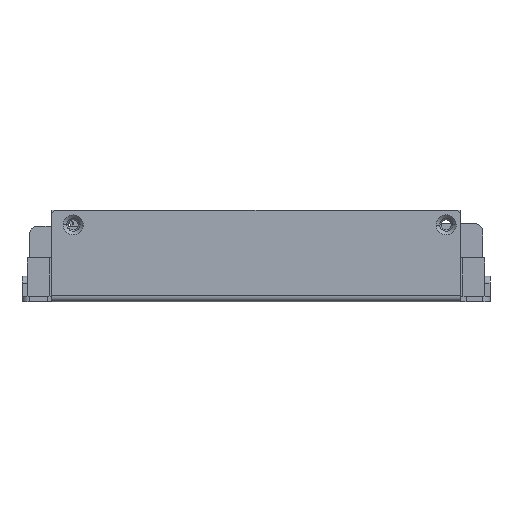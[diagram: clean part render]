
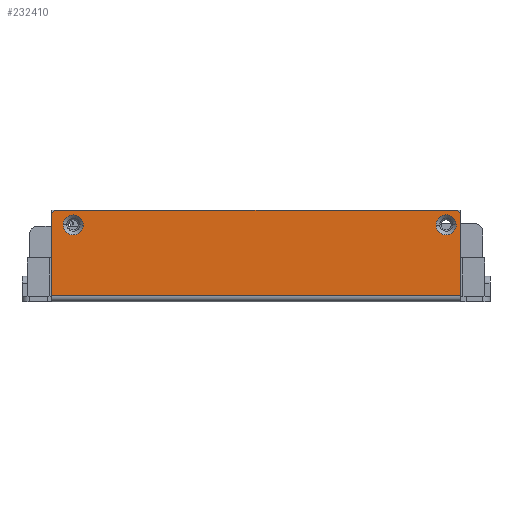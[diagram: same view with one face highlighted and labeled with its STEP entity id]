
A CAD part, left-side view. The second image highlights one B-rep face of the part: STEP entity #232410.
In plain terms, the highlighted face is planar.
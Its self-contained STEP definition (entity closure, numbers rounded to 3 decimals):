
#219540=CARTESIAN_POINT('',(92.323,212.41,176.4));
#219550=VERTEX_POINT('',#219540);
#219580=CARTESIAN_POINT('',(92.323,212.41,176.4));
#219590=DIRECTION('',(0.,-1.,0.));
#219600=VECTOR('',#219590,1.);
#219610=LINE('',#219580,#219600);
#219620=CARTESIAN_POINT('',(92.323,100.41,176.4));
#219630=VERTEX_POINT('',#219620);
#219640=EDGE_CURVE('',#219550,#219630,#219610,.T.);
#231280=CARTESIAN_POINT('',(92.323,100.41,154.5));
#231290=DIRECTION('',(0.,0.,1.));
#231300=VECTOR('',#231290,1.);
#231310=LINE('',#231280,#231300);
#231320=CARTESIAN_POINT('',(92.323,100.41,154.5));
#231330=VERTEX_POINT('',#231320);
#231340=EDGE_CURVE('',#231330,#219630,#231310,.T.);
#231540=CARTESIAN_POINT('',(92.323,101.91,153.));
#231550=VERTEX_POINT('',#231540);
#231680=CARTESIAN_POINT('',(92.323,101.91,154.5));
#231690=DIRECTION('',(-1.,0.,0.));
#231700=DIRECTION('',(0.,0.,-1.));
#231710=AXIS2_PLACEMENT_3D('',#231680,#231690,#231700);
#231720=CIRCLE('',#231710,1.5);
#231730=EDGE_CURVE('',#231550,#231330,#231720,.T.);
#231780=CARTESIAN_POINT('',(92.323,155.41,206.634
));
#231790=DIRECTION('',(-1.,-0.,-0.));
#231800=DIRECTION('',(0.,0.,-1.));
#231810=AXIS2_PLACEMENT_3D('',#231780,#231790,#231800);
#231820=PLANE('',#231810);
#231830=ORIENTED_EDGE('',*,*,#231340,.F.);
#231840=ORIENTED_EDGE('',*,*,#219640,.T.);
#231850=CARTESIAN_POINT('',(92.323,212.41,154.5));
#231860=DIRECTION('',(0.,0.,1.));
#231870=VECTOR('',#231860,1.);
#231880=LINE('',#231850,#231870);
#231890=CARTESIAN_POINT('',(92.323,212.41,154.5));
#231900=VERTEX_POINT('',#231890);
#231910=EDGE_CURVE('',#231900,#219550,#231880,.T.);
#231920=ORIENTED_EDGE('',*,*,#231910,.T.);
#231930=CARTESIAN_POINT('',(92.323,210.91,154.5));
#231940=DIRECTION('',(-1.,0.,0.));
#231950=DIRECTION('',(0.,1.,0.));
#231960=AXIS2_PLACEMENT_3D('',#231930,#231940,#231950);
#231970=CIRCLE('',#231960,1.5);
#231980=CARTESIAN_POINT('',(92.323,210.91,153.));
#231990=VERTEX_POINT('',#231980);
#232000=EDGE_CURVE('',#231900,#231990,#231970,.T.);
#232010=ORIENTED_EDGE('',*,*,#232000,.F.);
#232020=CARTESIAN_POINT('',(92.323,101.91,153.));
#232030=DIRECTION('',(0.,1.,0.));
#232040=VECTOR('',#232030,1.);
#232050=LINE('',#232020,#232040);
#232060=EDGE_CURVE('',#231550,#231990,#232050,.T.);
#232070=ORIENTED_EDGE('',*,*,#232060,.T.);
#232080=ORIENTED_EDGE('',*,*,#231730,.F.);
#232090=EDGE_LOOP('',(#232080,#232070,#232010,#231920,#231840,#231830));
#232100=FACE_OUTER_BOUND('',#232090,.T.);
#232110=CARTESIAN_POINT('',(92.323,206.41,157.));
#232120=DIRECTION('',(1.,0.,0.));
#232130=DIRECTION('',(0.,1.,-0.01));
#232140=AXIS2_PLACEMENT_3D('',#232110,#232120,#232130);
#232150=CIRCLE('',#232140,2.75);
#232160=CARTESIAN_POINT('',(92.323,203.66,
157.027));
#232170=VERTEX_POINT('',#232160);
#232180=CARTESIAN_POINT('',(92.323,209.16,
156.973));
#232190=VERTEX_POINT('',#232180);
#232200=EDGE_CURVE('',#232170,#232190,#232150,.T.);
#232210=ORIENTED_EDGE('',*,*,#232200,.F.);
#232220=EDGE_CURVE('',#232190,#232170,#232150,.T.);
#232230=ORIENTED_EDGE('',*,*,#232220,.F.);
#232240=EDGE_LOOP('',(#232230,#232210));
#232250=FACE_BOUND('',#232240,.T.);
#232260=CARTESIAN_POINT('',(92.323,104.41,157.));
#232270=DIRECTION('',(1.,0.,0.));
#232280=DIRECTION('',(0.,1.,0.017));
#232290=AXIS2_PLACEMENT_3D('',#232260,#232270,#232280);
#232300=CIRCLE('',#232290,2.75);
#232310=CARTESIAN_POINT('',(92.323,107.16,
157.048));
#232320=VERTEX_POINT('',#232310);
#232330=CARTESIAN_POINT('',(92.323,101.66,
156.952));
#232340=VERTEX_POINT('',#232330);
#232350=EDGE_CURVE('',#232320,#232340,#232300,.T.);
#232360=ORIENTED_EDGE('',*,*,#232350,.F.);
#232370=EDGE_CURVE('',#232340,#232320,#232300,.T.);
#232380=ORIENTED_EDGE('',*,*,#232370,.F.);
#232390=EDGE_LOOP('',(#232380,#232360));
#232400=FACE_BOUND('',#232390,.T.);
#232410=ADVANCED_FACE('',(#232100,#232250,#232400),#231820,.F.);
